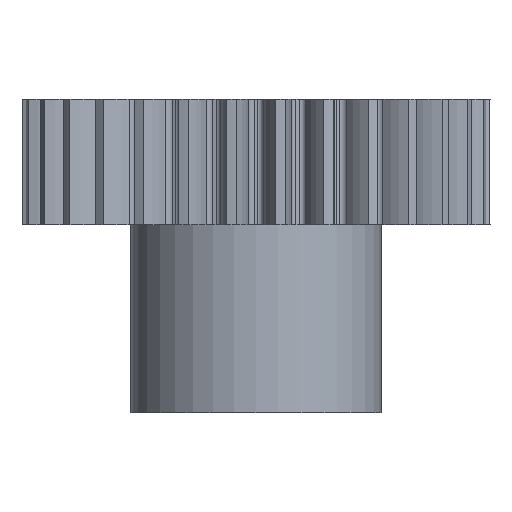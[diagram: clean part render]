
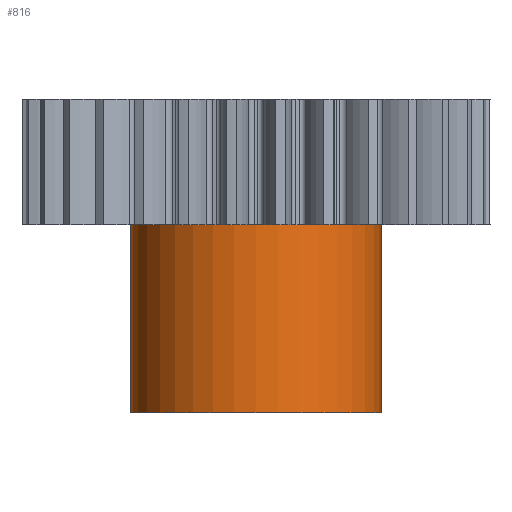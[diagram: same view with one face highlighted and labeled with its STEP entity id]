
A CAD part, front view. The second image highlights one B-rep face of the part: STEP entity #816.
In plain terms, the highlighted cylindrical face has radius 6 mm (diameter 12 mm), a partial arc.
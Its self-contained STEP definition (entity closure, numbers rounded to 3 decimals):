
#77 = EDGE_CURVE ( 'NONE', #88, #85, #3023, .T. ) ;
#81 = VERTEX_POINT ( 'NONE', #2912 ) ;
#85 = VERTEX_POINT ( 'NONE', #3006 ) ;
#88 = VERTEX_POINT ( 'NONE', #3003 ) ;
#248 = VERTEX_POINT ( 'NONE', #3286 ) ;
#254 = EDGE_CURVE ( 'NONE', #81, #248, #3266, .T. ) ;
#816 = ADVANCED_FACE ( 'NONE', ( #4181 ), #4235, .T. ) ;
#817 = EDGE_CURVE ( 'NONE', #88, #81, #4228, .T. ) ;
#818 = EDGE_CURVE ( 'NONE', #248, #85, #4224, .T. ) ;
#819 = ORIENTED_EDGE ( 'NONE', *, *, #818, .T. ) ;
#820 = ORIENTED_EDGE ( 'NONE', *, *, #254, .T. ) ;
#858 = ORIENTED_EDGE ( 'NONE', *, *, #817, .T. ) ;
#862 = ORIENTED_EDGE ( 'NONE', *, *, #77, .F. ) ;
#864 = EDGE_LOOP ( 'NONE', ( #862, #858, #820, #819 ) ) ;
#2912 = CARTESIAN_POINT ( 'NONE',  ( 6., 0., -9. ) ) ;
#3003 = CARTESIAN_POINT ( 'NONE',  ( -6., 0., -9. ) ) ;
#3006 = CARTESIAN_POINT ( 'NONE',  ( -6., 0., 1.5 ) ) ;
#3020 = DIRECTION ( 'NONE',  ( 0., 0., 1. ) ) ;
#3021 = VECTOR ( 'NONE', #3020, 1000. ) ;
#3022 = CARTESIAN_POINT ( 'NONE',  ( -6., 0., -9. ) ) ;
#3023 = LINE ( 'NONE', #3022, #3021 ) ;
#3198 = DIRECTION ( 'NONE',  ( 0., 0., 1. ) ) ;
#3199 = VECTOR ( 'NONE', #3198, 1000. ) ;
#3200 = CARTESIAN_POINT ( 'NONE',  ( 6., 0., -9. ) ) ;
#3266 = LINE ( 'NONE', #3200, #3199 ) ;
#3286 = CARTESIAN_POINT ( 'NONE',  ( 6., 0., 1.5 ) ) ;
#4181 = FACE_OUTER_BOUND ( 'NONE', #864, .T. ) ;
#4200 = AXIS2_PLACEMENT_3D ( 'NONE', #4216, #4215, #4214 ) ;
#4214 = DIRECTION ( 'NONE',  ( -1., 0., 0. ) ) ;
#4215 = DIRECTION ( 'NONE',  ( 0., 0., -1. ) ) ;
#4216 = CARTESIAN_POINT ( 'NONE',  ( 0., 0., 1.5 ) ) ;
#4221 = DIRECTION ( 'NONE',  ( 1., 0., 0. ) ) ;
#4222 = DIRECTION ( 'NONE',  ( 0., 0., 1. ) ) ;
#4223 = AXIS2_PLACEMENT_3D ( 'NONE', #4236, #4222, #4221 ) ;
#4224 = CIRCLE ( 'NONE', #4200, 6. ) ;
#4225 = DIRECTION ( 'NONE',  ( 1., 0., 0. ) ) ;
#4226 = DIRECTION ( 'NONE',  ( 0., 0., 1. ) ) ;
#4227 = AXIS2_PLACEMENT_3D ( 'NONE', #4234, #4226, #4225 ) ;
#4228 = CIRCLE ( 'NONE', #4223, 6. ) ;
#4234 = CARTESIAN_POINT ( 'NONE',  ( 0., 0., -9. ) ) ;
#4235 = CYLINDRICAL_SURFACE ( 'NONE', #4227, 6. ) ;
#4236 = CARTESIAN_POINT ( 'NONE',  ( 0., 0., -9. ) ) ;
